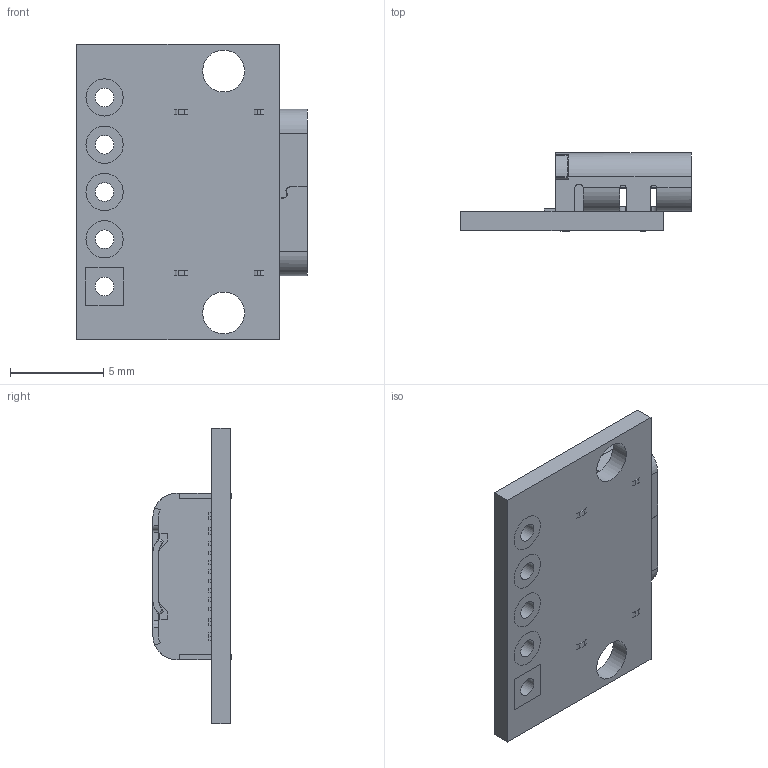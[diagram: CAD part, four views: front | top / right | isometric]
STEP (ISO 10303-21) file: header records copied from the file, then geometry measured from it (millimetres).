
FILE_DESCRIPTION(/* description */ (''),/* implementation_level */ '2;1');
FILE_NAME(/* name */ 'PCB USB-C.step',/* time_stamp */ '2025-08-08T14:28:48+05:30',/* author */ (''),/* organization */ (''),/* preprocessor_version */ 'ST-DEVELOPER v20.1',/* originating_system */ 'Autodesk Translation Framework v14.10.0.0',/* authorisation */ '');
FILE_SCHEMA (('AUTOMOTIVE_DESIGN { 1 0 10303 214 3 1 1 }'));
Length unit declared in the file: millimetre
Products named in the file (7): 2025-08-08-14-28-47-928; 2025-08-08-14-28-47-929; 2025-08-08-14-28-47-929_1; 2025-08-08-14-28-47-929_2; 2025-08-08-14-28-47-929_3; 2025-08-08-14-28-47-929_4; 2025-08-08-14-28-47-929_5
Assembly tree (6 placements, depth 3):
  2025-08-08-14-28-47-928
    2025-08-08-14-28-47-929
    2025-08-08-14-28-47-929_1
      2025-08-08-14-28-47-929_2
      2025-08-08-14-28-47-929_3
      2025-08-08-14-28-47-929_4
      2025-08-08-14-28-47-929_5
Bounding box: 12.4 x 4.2 x 15.9 mm (x, y, z)
Volume: 260.2 mm3; surface area: 934.1 mm2
Topology: 5 solids, 5 shells, 714 faces, 1812 edges, 1102 vertices
Faces by surface type: plane 411, cylinder 185, bspline 54, sphere 32, torus 26, cone 6
Full cylindrical faces by diameter (mm): 0.5 x2, 1 x5, 2 x8, 2.25 x2
Entity records: 21616 total; most frequent: CARTESIAN_POINT 4333, ORIENTED_EDGE 3560, DIRECTION 3430, EDGE_CURVE 1780, LINE 1248, VECTOR 1248, VERTEX_POINT 1102, AXIS2_PLACEMENT_3D 1091
